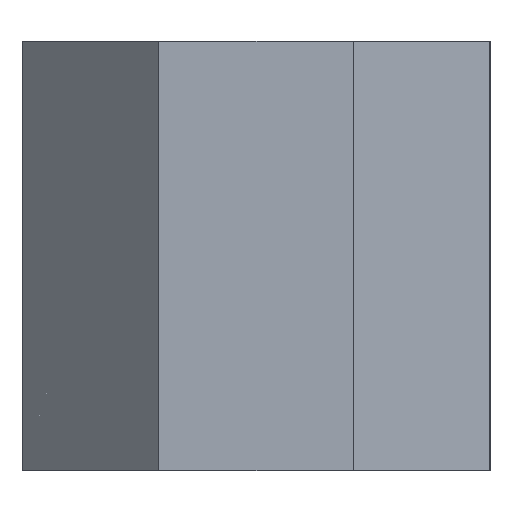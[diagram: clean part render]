
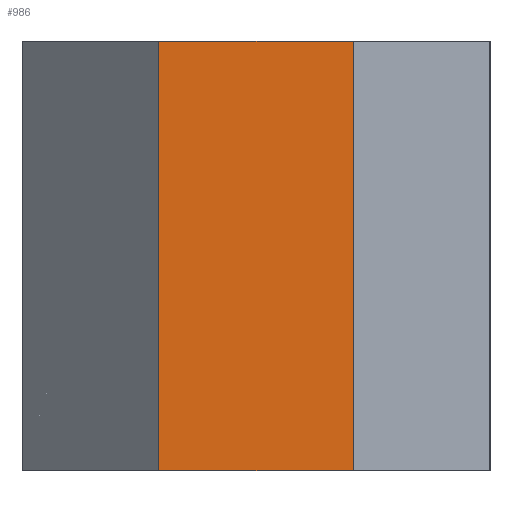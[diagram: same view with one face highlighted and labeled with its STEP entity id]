
A CAD part, left-side view. The second image highlights one B-rep face of the part: STEP entity #986.
In plain terms, the highlighted planar face has unit normal (-1, 0, 0).
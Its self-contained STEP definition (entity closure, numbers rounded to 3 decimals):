
#80=FACE_OUTER_BOUND('',#137,.T.);
#137=EDGE_LOOP('',(#728,#729,#730,#731));
#221=LINE('',#1498,#337);
#224=LINE('',#1504,#340);
#225=LINE('',#1506,#341);
#226=LINE('',#1507,#342);
#337=VECTOR('',#1217,10.);
#340=VECTOR('',#1222,10.);
#341=VECTOR('',#1223,10.);
#342=VECTOR('',#1224,10.);
#446=VERTEX_POINT('',#1494);
#448=VERTEX_POINT('',#1497);
#450=VERTEX_POINT('',#1503);
#451=VERTEX_POINT('',#1505);
#552=EDGE_CURVE('',#448,#446,#221,.T.);
#555=EDGE_CURVE('',#446,#450,#224,.T.);
#556=EDGE_CURVE('',#450,#451,#225,.T.);
#557=EDGE_CURVE('',#448,#451,#226,.T.);
#728=ORIENTED_EDGE('',*,*,#552,.T.);
#729=ORIENTED_EDGE('',*,*,#555,.T.);
#730=ORIENTED_EDGE('',*,*,#556,.T.);
#731=ORIENTED_EDGE('',*,*,#557,.F.);
#937=PLANE('',#1067);
#986=ADVANCED_FACE('',(#80),#937,.F.);
#1067=AXIS2_PLACEMENT_3D('',#1502,#1220,#1221);
#1217=DIRECTION('',(0.,0.,1.));
#1220=DIRECTION('center_axis',(1.,0.,0.));
#1221=DIRECTION('ref_axis',(0.,1.,0.));
#1222=DIRECTION('',(0.,1.,0.));
#1223=DIRECTION('',(0.,0.,-1.));
#1224=DIRECTION('',(0.,1.,0.));
#1494=CARTESIAN_POINT('',(-21.,3.5,11.));
#1497=CARTESIAN_POINT('',(-21.,3.5,0.));
#1498=CARTESIAN_POINT('',(-21.,3.5,0.));
#1502=CARTESIAN_POINT('Origin',(-21.,0.,0.));
#1503=CARTESIAN_POINT('',(-21.,8.5,11.));
#1504=CARTESIAN_POINT('',(-21.,0.,11.));
#1505=CARTESIAN_POINT('',(-21.,8.5,0.));
#1506=CARTESIAN_POINT('',(-21.,8.5,0.));
#1507=CARTESIAN_POINT('',(-21.,0.,0.));
